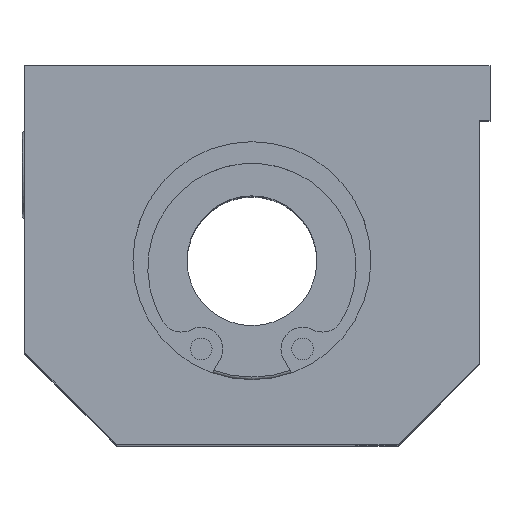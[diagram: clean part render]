
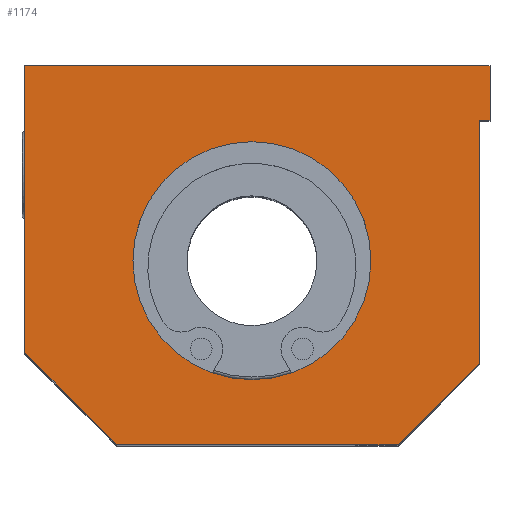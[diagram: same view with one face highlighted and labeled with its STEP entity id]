
A CAD part, top view. The second image highlights one B-rep face of the part: STEP entity #1174.
In plain terms, the highlighted planar face has unit normal (0, 0, 1).
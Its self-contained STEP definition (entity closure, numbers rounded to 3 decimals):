
#64=FACE_BOUND('',#444,.T.);
#106=PLANE('',#1375);
#122=LINE('',#1924,#203);
#127=LINE('',#1933,#208);
#157=LINE('',#2064,#238);
#162=LINE('',#2073,#243);
#167=LINE('',#2084,#248);
#169=LINE('',#2087,#250);
#176=LINE('',#2098,#257);
#177=LINE('',#2101,#258);
#203=VECTOR('',#1486,10.);
#208=VECTOR('',#1493,10.);
#238=VECTOR('',#1637,10.);
#243=VECTOR('',#1644,10.);
#248=VECTOR('',#1653,10.);
#250=VECTOR('',#1657,10.);
#257=VECTOR('',#1670,10.);
#258=VECTOR('',#1675,10.);
#354=FACE_OUTER_BOUND('',#443,.T.);
#443=EDGE_LOOP('',(#1009,#1010,#1011,#1012,#1013,#1014,#1015,#1016));
#444=EDGE_LOOP('',(#1017));
#498=CIRCLE('',#1325,11.);
#562=VERTEX_POINT('',#1921);
#563=VERTEX_POINT('',#1923);
#566=VERTEX_POINT('',#1931);
#575=VERTEX_POINT('',#1961);
#609=VERTEX_POINT('',#2061);
#610=VERTEX_POINT('',#2063);
#613=VERTEX_POINT('',#2071);
#616=VERTEX_POINT('',#2081);
#617=VERTEX_POINT('',#2083);
#672=EDGE_CURVE('',#563,#562,#122,.T.);
#677=EDGE_CURVE('',#562,#566,#127,.T.);
#690=EDGE_CURVE('',#575,#575,#498,.T.);
#737=EDGE_CURVE('',#609,#610,#157,.T.);
#742=EDGE_CURVE('',#613,#609,#162,.T.);
#747=EDGE_CURVE('',#616,#617,#167,.T.);
#749=EDGE_CURVE('',#563,#616,#169,.T.);
#756=EDGE_CURVE('',#617,#613,#176,.T.);
#757=EDGE_CURVE('',#610,#566,#177,.T.);
#1009=ORIENTED_EDGE('',*,*,#757,.F.);
#1010=ORIENTED_EDGE('',*,*,#737,.F.);
#1011=ORIENTED_EDGE('',*,*,#742,.F.);
#1012=ORIENTED_EDGE('',*,*,#756,.F.);
#1013=ORIENTED_EDGE('',*,*,#747,.F.);
#1014=ORIENTED_EDGE('',*,*,#749,.F.);
#1015=ORIENTED_EDGE('',*,*,#672,.T.);
#1016=ORIENTED_EDGE('',*,*,#677,.T.);
#1017=ORIENTED_EDGE('',*,*,#690,.T.);
#1174=ADVANCED_FACE('',(#354,#64),#106,.T.);
#1325=AXIS2_PLACEMENT_3D('',#1963,#1530,#1531);
#1375=AXIS2_PLACEMENT_3D('',#2102,#1676,#1677);
#1486=DIRECTION('',(1.,0.,0.));
#1493=DIRECTION('',(0.,1.,0.));
#1530=DIRECTION('center_axis',(0.,0.,-1.));
#1531=DIRECTION('ref_axis',(-1.,0.,0.));
#1637=DIRECTION('',(0.,1.,0.));
#1644=DIRECTION('',(-0.707,0.707,0.));
#1653=DIRECTION('',(-0.707,-0.707,0.));
#1657=DIRECTION('',(0.,-1.,0.));
#1670=DIRECTION('',(-1.,0.,0.));
#1675=DIRECTION('',(1.,0.,0.));
#1676=DIRECTION('center_axis',(0.,0.,1.));
#1677=DIRECTION('ref_axis',(1.,0.,0.));
#1921=CARTESIAN_POINT('',(22.,12.5,38.));
#1923=CARTESIAN_POINT('',(21.,12.5,38.));
#1924=CARTESIAN_POINT('',(21.,12.5,38.));
#1931=CARTESIAN_POINT('',(22.,17.5,38.));
#1933=CARTESIAN_POINT('',(22.,17.5,38.));
#1961=CARTESIAN_POINT('',(11.,-0.5,38.));
#1963=CARTESIAN_POINT('Origin',(0.,-0.5,38.));
#2061=CARTESIAN_POINT('',(-21.,-9.,38.));
#2063=CARTESIAN_POINT('',(-21.,17.5,38.));
#2064=CARTESIAN_POINT('',(-21.,-9.,38.));
#2071=CARTESIAN_POINT('',(-12.5,-17.5,38.));
#2073=CARTESIAN_POINT('',(-12.5,-17.5,38.));
#2081=CARTESIAN_POINT('',(21.,-10.,38.));
#2083=CARTESIAN_POINT('',(13.5,-17.5,38.));
#2084=CARTESIAN_POINT('',(21.,-10.,38.));
#2087=CARTESIAN_POINT('',(21.,17.5,38.));
#2098=CARTESIAN_POINT('',(13.5,-17.5,38.));
#2101=CARTESIAN_POINT('',(21.,17.5,38.));
#2102=CARTESIAN_POINT('Origin',(0.108,1.318,38.));
